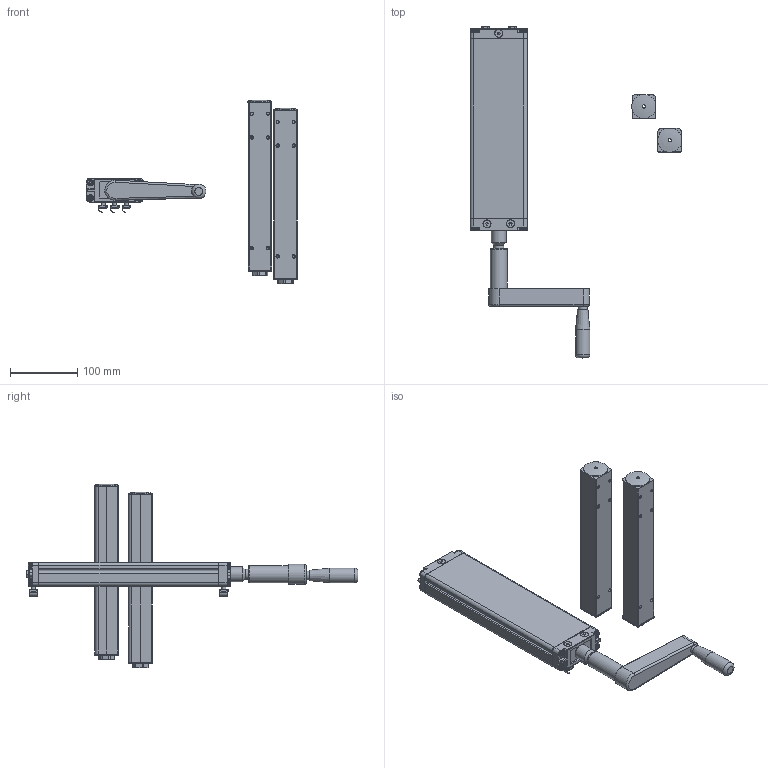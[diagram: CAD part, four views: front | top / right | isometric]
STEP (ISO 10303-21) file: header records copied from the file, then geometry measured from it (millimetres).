
FILE_DESCRIPTION(/* description */ ('Hydrauliksystem LA 150 W - 2 - manuell'),/* implementation_level */ '2;1');
FILE_NAME(/* name */ '270118-2S.step',/* time_stamp */ '2021-08-27T14:57:49+02:00',/* author */ ('MuellerJ'),/* organization */ (''),/* preprocessor_version */ 'ST-DEVELOPER v18.1',/* originating_system */ 'Autodesk Inventor 2021',/* authorisation */ '');
FILE_SCHEMA (('AUTOMOTIVE_DESIGN { 1 0 10303 214 3 1 1 }'));
Length unit declared in the file: millimetre
Products named in the file (25): leer; leer_1; leer_2; leer_3; leer_4; leer_5; leer_6; leer_7; leer_8; leer_9; leer_10; leer_11; leer_12; leer_13; leer_14; leer_15; leer_16; leer_17; leer_18; leer_19; leer_20; leer_21; leer_22; leer_23; 21-1351-2FZ.005
Assembly tree (34 placements, depth 4):
  leer
    leer_1
      leer_2
      leer_3
        leer_4
        leer_5  x4
        leer_6
        leer_7
        leer_8
      leer_9
        leer_10  x4
        leer_11  x2
        leer_12
    leer_13
    leer_14  x2
      leer_15
      leer_16
      leer_17
      leer_18
      leer_19
      leer_20
      leer_21
    leer_22  x3
      leer_23
      21-1351-2FZ.005
Bounding box: 314.94 x 494.25 x 273.67 mm (x, y, z)
Volume: 758950.2 mm3; surface area: 408268.9 mm2
Topology: 37 solids, 37 shells, 1457 faces, 3388 edges, 1980 vertices
Faces by surface type: plane 585, cylinder 370, cone 290, bspline 108, torus 88, sphere 16
Full cylindrical faces by diameter (mm): 3.1 x1, 3.242 x1, 4 x12, 4.1 x2, 4.134 x8, 5 x10, 5.8 x8, 6 x6, 6.647 x2, 6.8 x3, 8 x2, 8.376 x2, 9.8 x8, 10 x2, 11.34 x3, 13 x1, 14 x2, 15 x1, 17.3 x2, 17.5 x2, 18 x2, 19 x2, 20.8 x6, 21 x2, 21.5 x1, 22 x1, 25 x3, 28.3 x2, 30.4 x2, 36 x2
Entity records: 23256 total; most frequent: CARTESIAN_POINT 5268, DIRECTION 3677, ORIENTED_EDGE 3338, EDGE_CURVE 1669, AXIS2_PLACEMENT_3D 1404, VERTEX_POINT 1015, LINE 869, VECTOR 869
